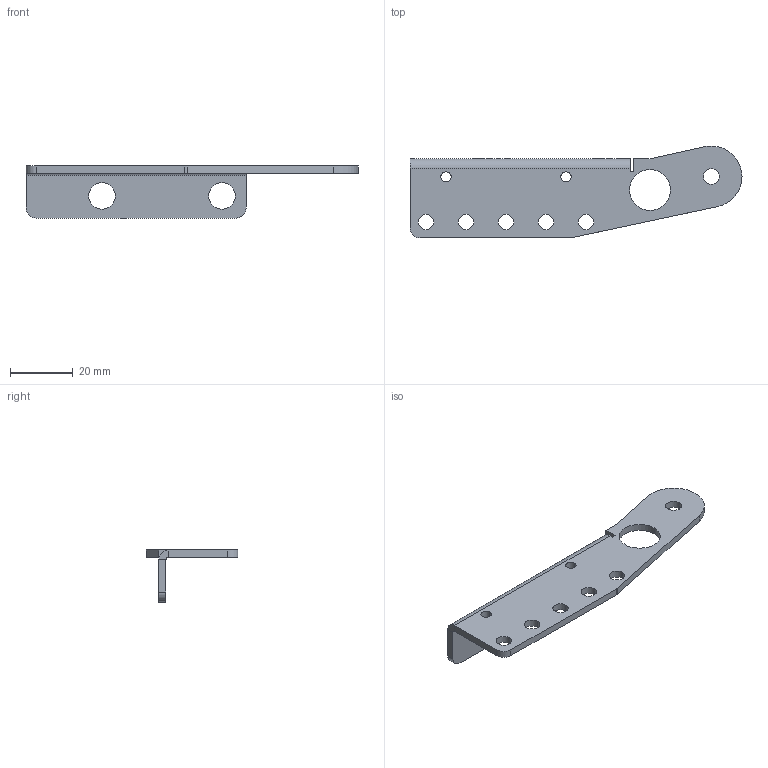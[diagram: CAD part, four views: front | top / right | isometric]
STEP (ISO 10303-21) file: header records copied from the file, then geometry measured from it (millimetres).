
FILE_DESCRIPTION (( 'STEP AP214' ), '1' );
FILE_NAME ('am-5558_B Powered Elevator External Corner Bracket, Side B.STEP', '2024-11-07T19:27:28', ( '' ), ( '' ), 'SwSTEP 2.0', 'SolidWorks 2024', '' );
FILE_SCHEMA (( 'AUTOMOTIVE_DESIGN' ));
Length unit declared in the file: inch
Products named in the file (1): am-5558_B Powered Elevator External Corner Bracket, Side B
Bounding box: 105.41 x 29.2 x 16.51 mm (x, y, z)
Volume: 6712.5 mm3; surface area: 6982.8 mm2
Topology: 1 solids, 1 shells, 47 faces, 127 edges, 82 vertices
Faces by surface type: cylinder 30, plane 17
Entity records: 1568 total; most frequent: DIRECTION 283, CARTESIAN_POINT 257, ORIENTED_EDGE 254, EDGE_CURVE 127, AXIS2_PLACEMENT_3D 108, VERTEX_POINT 82, EDGE_LOOP 69, LINE 67
